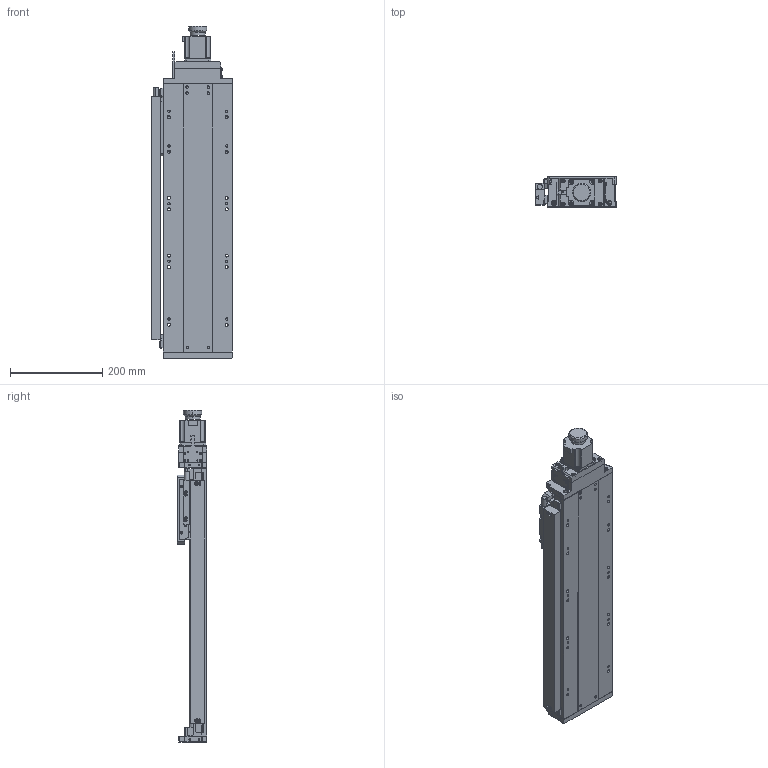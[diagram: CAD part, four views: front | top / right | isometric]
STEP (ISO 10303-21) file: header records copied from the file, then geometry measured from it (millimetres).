
FILE_DESCRIPTION (( 'STEP AP203' ), '1' );
FILE_NAME ('KA400.step', '2019-05-06T07:56:44', ( '' ), ( '' ), 'SwSTEP 2.0', 'SolidWorks 2017', '' );
FILE_SCHEMA (( 'CONFIG_CONTROL_DESIGN' ));
Products named in the file (1): KA400
Bounding box: 175 x 65 x 719.5 mm (x, y, z)
Surface area: 561571.7 mm2 (no closed solid volume)
Topology: 0 solids, 128 shells, 1323 faces, 5270 edges, 3982 vertices
Faces by surface type: plane 741, cylinder 438, torus 84, cone 32, sphere 28
Entity records: 56501 total; most frequent: CARTESIAN_POINT 12325, DIRECTION 9392, ORIENTED_EDGE 7782, EDGE_CURVE 5244, VERTEX_POINT 3982, VECTOR 3182, LINE 3182, AXIS2_PLACEMENT_3D 3105
